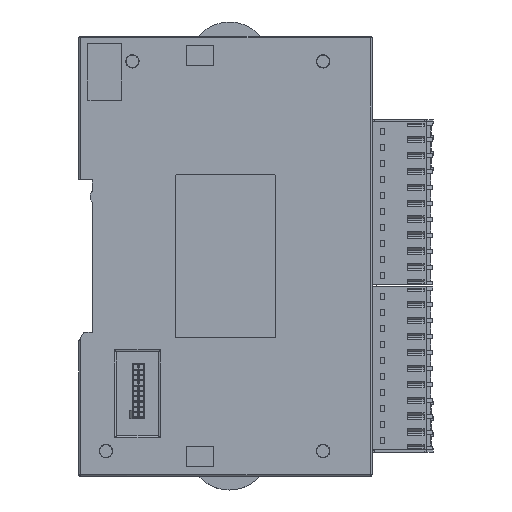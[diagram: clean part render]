
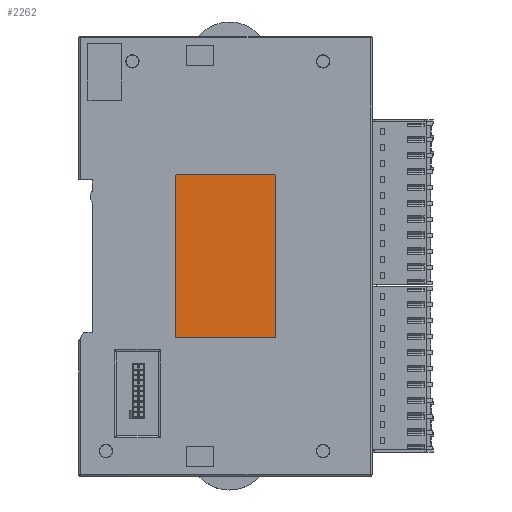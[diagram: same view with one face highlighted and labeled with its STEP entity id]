
A CAD part, left-side view. The second image highlights one B-rep face of the part: STEP entity #2262.
In plain terms, the highlighted planar face has unit normal (-1, 0, 0).
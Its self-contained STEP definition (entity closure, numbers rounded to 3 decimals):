
#734=(
BOUNDED_CURVE()
B_SPLINE_CURVE(2,(#106369,#106370,#106371,#106372,#106373),
 .UNSPECIFIED.,.F.,.F.)
B_SPLINE_CURVE_WITH_KNOTS((3,2,3),(-0.828,-0.414,
0.),.UNSPECIFIED.)
CURVE()
GEOMETRIC_REPRESENTATION_ITEM()
RATIONAL_B_SPLINE_CURVE((1.,0.924,1.,0.924,1.))
REPRESENTATION_ITEM('')
);
#736=(
BOUNDED_CURVE()
B_SPLINE_CURVE(2,(#106385,#106386,#106387,#106388,#106389),
 .UNSPECIFIED.,.F.,.F.)
B_SPLINE_CURVE_WITH_KNOTS((3,2,3),(-0.828,-0.414,
0.),.UNSPECIFIED.)
CURVE()
GEOMETRIC_REPRESENTATION_ITEM()
RATIONAL_B_SPLINE_CURVE((1.,0.924,1.,0.924,1.))
REPRESENTATION_ITEM('')
);
#738=(
BOUNDED_CURVE()
B_SPLINE_CURVE(2,(#106401,#106402,#106403,#106404,#106405),
 .UNSPECIFIED.,.F.,.F.)
B_SPLINE_CURVE_WITH_KNOTS((3,2,3),(-0.828,-0.414,
0.),.UNSPECIFIED.)
CURVE()
GEOMETRIC_REPRESENTATION_ITEM()
RATIONAL_B_SPLINE_CURVE((1.,0.924,1.,0.924,1.))
REPRESENTATION_ITEM('')
);
#740=(
BOUNDED_CURVE()
B_SPLINE_CURVE(2,(#106417,#106418,#106419,#106420,#106421),
 .UNSPECIFIED.,.F.,.F.)
B_SPLINE_CURVE_WITH_KNOTS((3,2,3),(-0.828,-0.414,
0.),.UNSPECIFIED.)
CURVE()
GEOMETRIC_REPRESENTATION_ITEM()
RATIONAL_B_SPLINE_CURVE((1.,0.924,1.,0.924,1.))
REPRESENTATION_ITEM('')
);
#2262=ADVANCED_FACE('',(#6506),#64952,.T.);
#6506=FACE_OUTER_BOUND('',#10438,.T.);
#10438=EDGE_LOOP('',(#18447,#18448,#18449,#18450,#18451,#18452,#18453,#18454));
#18447=ORIENTED_EDGE('',*,*,#38933,.T.);
#18448=ORIENTED_EDGE('',*,*,#38086,.T.);
#18449=ORIENTED_EDGE('',*,*,#38928,.T.);
#18450=ORIENTED_EDGE('',*,*,#38087,.T.);
#18451=ORIENTED_EDGE('',*,*,#38923,.T.);
#18452=ORIENTED_EDGE('',*,*,#38088,.T.);
#18453=ORIENTED_EDGE('',*,*,#38918,.T.);
#18454=ORIENTED_EDGE('',*,*,#38089,.T.);
#38086=EDGE_CURVE('',#59721,#59722,#49062,.T.);
#38087=EDGE_CURVE('',#59723,#59724,#49063,.T.);
#38088=EDGE_CURVE('',#59725,#59726,#49064,.T.);
#38089=EDGE_CURVE('',#59727,#59720,#49065,.T.);
#38918=EDGE_CURVE('',#59726,#59727,#734,.T.);
#38923=EDGE_CURVE('',#59724,#59725,#736,.T.);
#38928=EDGE_CURVE('',#59722,#59723,#738,.T.);
#38933=EDGE_CURVE('',#59720,#59721,#740,.T.);
#49062=B_SPLINE_CURVE_WITH_KNOTS('',1,(#104670,#104671),.UNSPECIFIED.,.F.,
 .F.,(2,2),(0.,38.),.UNSPECIFIED.);
#49063=B_SPLINE_CURVE_WITH_KNOTS('',1,(#104672,#104673),.UNSPECIFIED.,.F.,
 .F.,(2,2),(0.,23.),.UNSPECIFIED.);
#49064=B_SPLINE_CURVE_WITH_KNOTS('',1,(#104674,#104675),.UNSPECIFIED.,.F.,
 .F.,(2,2),(0.,38.),.UNSPECIFIED.);
#49065=B_SPLINE_CURVE_WITH_KNOTS('',1,(#104676,#104677),.UNSPECIFIED.,.F.,
 .F.,(2,2),(0.,23.),.UNSPECIFIED.);
#59720=VERTEX_POINT('',#95564);
#59721=VERTEX_POINT('',#95565);
#59722=VERTEX_POINT('',#95566);
#59723=VERTEX_POINT('',#95567);
#59724=VERTEX_POINT('',#95568);
#59725=VERTEX_POINT('',#95569);
#59726=VERTEX_POINT('',#95570);
#59727=VERTEX_POINT('',#95571);
#64952=PLANE('',#68564);
#68564=AXIS2_PLACEMENT_3D('',#89606,#72284,$);
#72284=DIRECTION('',(-1.,0.,0.));
#89606=CARTESIAN_POINT('',(-140.627,-75.951,-55.389));
#95564=CARTESIAN_POINT('',(-140.627,-101.863,-51.477));
#95565=CARTESIAN_POINT('',(-140.627,-102.363,-50.977));
#95566=CARTESIAN_POINT('',(-140.627,-102.363,-12.977));
#95567=CARTESIAN_POINT('',(-140.627,-101.863,-12.477));
#95568=CARTESIAN_POINT('',(-140.627,-78.863,-12.477));
#95569=CARTESIAN_POINT('',(-140.627,-78.363,-12.977));
#95570=CARTESIAN_POINT('',(-140.627,-78.363,-50.977));
#95571=CARTESIAN_POINT('',(-140.627,-78.863,-51.477));
#104670=CARTESIAN_POINT('',(-140.627,-102.363,-50.977));
#104671=CARTESIAN_POINT('',(-140.627,-102.363,-12.977));
#104672=CARTESIAN_POINT('',(-140.627,-101.863,-12.477));
#104673=CARTESIAN_POINT('',(-140.627,-78.863,-12.477));
#104674=CARTESIAN_POINT('',(-140.627,-78.363,-12.977));
#104675=CARTESIAN_POINT('',(-140.627,-78.363,-50.977));
#104676=CARTESIAN_POINT('',(-140.627,-78.863,-51.477));
#104677=CARTESIAN_POINT('',(-140.627,-101.863,-51.477));
#106369=CARTESIAN_POINT('',(-140.627,-78.363,-50.977));
#106370=CARTESIAN_POINT('',(-140.627,-78.363,-51.184));
#106371=CARTESIAN_POINT('',(-140.627,-78.509,-51.331));
#106372=CARTESIAN_POINT('',(-140.627,-78.656,-51.477));
#106373=CARTESIAN_POINT('',(-140.627,-78.863,-51.477));
#106385=CARTESIAN_POINT('',(-140.627,-78.863,-12.477));
#106386=CARTESIAN_POINT('',(-140.627,-78.656,-12.477));
#106387=CARTESIAN_POINT('',(-140.627,-78.509,-12.624));
#106388=CARTESIAN_POINT('',(-140.627,-78.363,-12.77));
#106389=CARTESIAN_POINT('',(-140.627,-78.363,-12.977));
#106401=CARTESIAN_POINT('',(-140.627,-102.363,-12.977));
#106402=CARTESIAN_POINT('',(-140.627,-102.363,-12.77));
#106403=CARTESIAN_POINT('',(-140.627,-102.217,-12.624));
#106404=CARTESIAN_POINT('',(-140.627,-102.07,-12.477));
#106405=CARTESIAN_POINT('',(-140.627,-101.863,-12.477));
#106417=CARTESIAN_POINT('',(-140.627,-101.863,-51.477));
#106418=CARTESIAN_POINT('',(-140.627,-102.07,-51.477));
#106419=CARTESIAN_POINT('',(-140.627,-102.217,-51.331));
#106420=CARTESIAN_POINT('',(-140.627,-102.363,-51.184));
#106421=CARTESIAN_POINT('',(-140.627,-102.363,-50.977));
